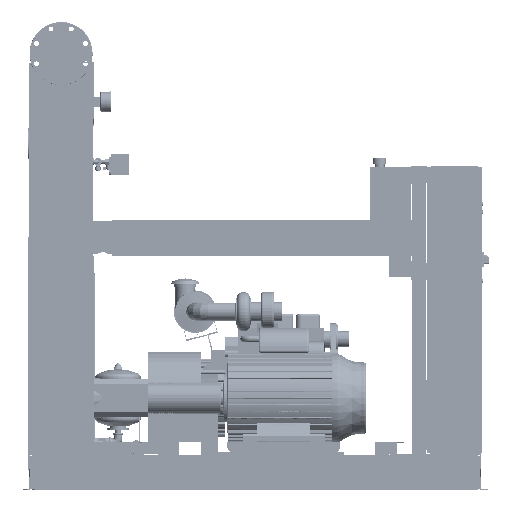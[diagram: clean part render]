
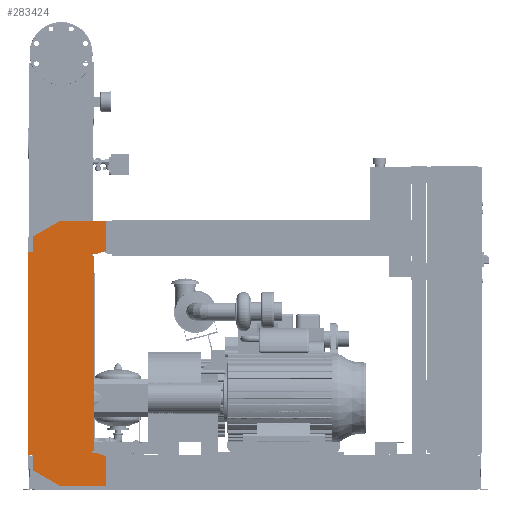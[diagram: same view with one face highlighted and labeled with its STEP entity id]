
A CAD part, front view. The second image highlights one B-rep face of the part: STEP entity #283424.
In plain terms, the highlighted free-form (B-spline) face has degree [1, 1] with [2, 2] control points.
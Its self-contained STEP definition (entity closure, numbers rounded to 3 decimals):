
#282909=CARTESIAN_POINT('',(-129.0,-741.5,1076.0));
#282910=VERTEX_POINT('',#282909);
#282917=CARTESIAN_POINT('',(-129.,-741.5,1142.986));
#282918=VERTEX_POINT('',#282917);
#282919=CARTESIAN_POINT('',(-129.0,-741.5,1076.0));
#282920=DIRECTION('',(0.0,0.0,1.0));
#282921=VECTOR('',#282920,66.986);
#282922=LINE('',#282919,#282921);
#282923=EDGE_CURVE('',#282910,#282918,#282922,.T.);
#282941=CARTESIAN_POINT('',(-6.0,-741.5,1214.0));
#282942=VERTEX_POINT('',#282941);
#282943=CARTESIAN_POINT('',(-129.,-741.5,1142.986));
#282944=DIRECTION('',(0.866,0.0,0.5));
#282945=VECTOR('',#282944,142.028);
#282946=LINE('',#282943,#282945);
#282947=EDGE_CURVE('',#282918,#282942,#282946,.T.);
#282965=CARTESIAN_POINT('',(204.,-741.5,1214.0));
#282966=VERTEX_POINT('',#282965);
#282967=CARTESIAN_POINT('',(-6.0,-741.5,1214.0));
#282968=DIRECTION('',(1.0,0.0,0.0));
#282969=VECTOR('',#282968,210.);
#282970=LINE('',#282967,#282969);
#282971=EDGE_CURVE('',#282942,#282966,#282970,.T.);
#282989=CARTESIAN_POINT('',(204.0,-741.5,1080.379));
#282990=VERTEX_POINT('',#282989);
#282991=CARTESIAN_POINT('',(204.,-741.5,1214.0));
#282992=DIRECTION('',(0.0,0.0,-1.0));
#282993=VECTOR('',#282992,133.621);
#282994=LINE('',#282991,#282993);
#282995=EDGE_CURVE('',#282966,#282990,#282994,.T.);
#283013=CARTESIAN_POINT('',(159.0,-741.5,1064.0));
#283014=VERTEX_POINT('',#283013);
#283015=CARTESIAN_POINT('',(204.0,-741.5,1080.379));
#283016=DIRECTION('',(-0.94,0.0,-0.342));
#283017=VECTOR('',#283016,47.888);
#283018=LINE('',#283015,#283017);
#283019=EDGE_CURVE('',#282990,#283014,#283018,.T.);
#283037=CARTESIAN_POINT('',(139.0,-741.5,1064.0));
#283038=VERTEX_POINT('',#283037);
#283039=CARTESIAN_POINT('',(159.0,-741.5,1064.0));
#283040=DIRECTION('',(-1.0,0.0,0.0));
#283041=VECTOR('',#283040,20.0);
#283042=LINE('',#283039,#283041);
#283043=EDGE_CURVE('',#283014,#283038,#283042,.T.);
#283061=CARTESIAN_POINT('',(139.0,-741.5,1056.0));
#283062=VERTEX_POINT('',#283061);
#283063=CARTESIAN_POINT('',(139.0,-741.5,1064.0));
#283064=DIRECTION('',(0.0,0.0,-1.0));
#283065=VECTOR('',#283064,8.0);
#283066=LINE('',#283063,#283065);
#283067=EDGE_CURVE('',#283038,#283062,#283066,.T.);
#283085=CARTESIAN_POINT('',(147.,-741.5,1056.0));
#283086=VERTEX_POINT('',#283085);
#283087=CARTESIAN_POINT('',(139.0,-741.5,1056.0));
#283088=DIRECTION('',(1.0,0.0,0.0));
#283089=VECTOR('',#283088,8.);
#283090=LINE('',#283087,#283089);
#283091=EDGE_CURVE('',#283062,#283086,#283090,.T.);
#283109=CARTESIAN_POINT('',(147.,-741.5,176.));
#283110=VERTEX_POINT('',#283109);
#283121=CARTESIAN_POINT('',(147.,-741.5,1056.0));
#283122=DIRECTION('',(0.0,0.0,-1.0));
#283123=VECTOR('',#283122,880.);
#283124=LINE('',#283121,#283123);
#283125=EDGE_CURVE('',#283086,#283110,#283124,.T.);
#283139=CARTESIAN_POINT('',(139.,-741.5,176.));
#283140=VERTEX_POINT('',#283139);
#283141=CARTESIAN_POINT('',(147.,-741.5,176.));
#283142=DIRECTION('',(-1.0,0.0,0.0));
#283143=VECTOR('',#283142,8.0);
#283144=LINE('',#283141,#283143);
#283145=EDGE_CURVE('',#283110,#283140,#283144,.T.);
#283163=CARTESIAN_POINT('',(139.,-741.5,168.));
#283164=VERTEX_POINT('',#283163);
#283165=CARTESIAN_POINT('',(139.,-741.5,176.));
#283166=DIRECTION('',(0.0,0.0,-1.0));
#283167=VECTOR('',#283166,8.0);
#283168=LINE('',#283165,#283167);
#283169=EDGE_CURVE('',#283140,#283164,#283168,.T.);
#283187=CARTESIAN_POINT('',(159.,-741.5,168.));
#283188=VERTEX_POINT('',#283187);
#283189=CARTESIAN_POINT('',(139.,-741.5,168.));
#283190=DIRECTION('',(1.0,0.0,0.0));
#283191=VECTOR('',#283190,20.0);
#283192=LINE('',#283189,#283191);
#283193=EDGE_CURVE('',#283164,#283188,#283192,.T.);
#283211=CARTESIAN_POINT('',(204.,-741.5,151.621));
#283212=VERTEX_POINT('',#283211);
#283213=CARTESIAN_POINT('',(159.,-741.5,168.));
#283214=DIRECTION('',(0.94,0.0,-0.342));
#283215=VECTOR('',#283214,47.888);
#283216=LINE('',#283213,#283215);
#283217=EDGE_CURVE('',#283188,#283212,#283216,.T.);
#283235=CARTESIAN_POINT('',(204.,-741.5,18.0));
#283236=VERTEX_POINT('',#283235);
#283237=CARTESIAN_POINT('',(204.,-741.5,151.621));
#283238=DIRECTION('',(0.0,0.0,-1.0));
#283239=VECTOR('',#283238,133.621);
#283240=LINE('',#283237,#283239);
#283241=EDGE_CURVE('',#283212,#283236,#283240,.T.);
#283259=CARTESIAN_POINT('',(-4.,-741.5,18.0));
#283260=VERTEX_POINT('',#283259);
#283261=CARTESIAN_POINT('',(204.,-741.5,18.0));
#283262=DIRECTION('',(-1.0,0.0,0.0));
#283263=VECTOR('',#283262,208.);
#283264=LINE('',#283261,#283263);
#283265=EDGE_CURVE('',#283236,#283260,#283264,.T.);
#283283=CARTESIAN_POINT('',(-129.,-741.5,90.169));
#283284=VERTEX_POINT('',#283283);
#283285=CARTESIAN_POINT('',(-4.,-741.5,18.0));
#283286=DIRECTION('',(-0.866,0.0,0.5));
#283287=VECTOR('',#283286,144.338);
#283288=LINE('',#283285,#283287);
#283289=EDGE_CURVE('',#283260,#283284,#283288,.T.);
#283307=CARTESIAN_POINT('',(-129.,-741.5,156.0));
#283308=VERTEX_POINT('',#283307);
#283309=CARTESIAN_POINT('',(-129.,-741.5,90.169));
#283310=DIRECTION('',(0.0,0.0,1.0));
#283311=VECTOR('',#283310,65.831);
#283312=LINE('',#283309,#283311);
#283313=EDGE_CURVE('',#283284,#283308,#283312,.T.);
#283331=CARTESIAN_POINT('',(-149.,-741.5,156.0));
#283332=VERTEX_POINT('',#283331);
#283333=CARTESIAN_POINT('',(-129.,-741.5,156.0));
#283334=DIRECTION('',(-1.0,0.0,0.0));
#283335=VECTOR('',#283334,20.0);
#283336=LINE('',#283333,#283335);
#283337=EDGE_CURVE('',#283308,#283332,#283336,.T.);
#283355=CARTESIAN_POINT('',(-149.0,-741.5,1076.0));
#283356=VERTEX_POINT('',#283355);
#283369=CARTESIAN_POINT('',(-149.,-741.5,156.0));
#283370=DIRECTION('',(0.0,0.0,1.0));
#283371=VECTOR('',#283370,920.0);
#283372=LINE('',#283369,#283371);
#283373=EDGE_CURVE('',#283332,#283356,#283372,.T.);
#283387=CARTESIAN_POINT('',(-149.0,-741.5,1076.0));
#283388=DIRECTION('',(1.0,0.0,0.0));
#283389=VECTOR('',#283388,20.0);
#283390=LINE('',#283387,#283389);
#283391=EDGE_CURVE('',#283356,#282910,#283390,.T.);
#283397=CARTESIAN_POINT('',(-149.,-741.5,18.0));
#283398=CARTESIAN_POINT('',(204.,-741.5,18.0));
#283399=CARTESIAN_POINT('',(-149.,-741.5,1214.0));
#283400=CARTESIAN_POINT('',(204.,-741.5,1214.0));
#283401=B_SPLINE_SURFACE_WITH_KNOTS('',1,1,((#283397,#283399),(#283398,#283400)),.UNSPECIFIED.,.F.,.F.,.U.,(2,2),(2,2),(0.0,353.),(0.0,1196.0),.UNSPECIFIED.);
#283402=ORIENTED_EDGE('',*,*,#283391,.F.);
#283403=ORIENTED_EDGE('',*,*,#283373,.F.);
#283404=ORIENTED_EDGE('',*,*,#283337,.F.);
#283405=ORIENTED_EDGE('',*,*,#283313,.F.);
#283406=ORIENTED_EDGE('',*,*,#283289,.F.);
#283407=ORIENTED_EDGE('',*,*,#283265,.F.);
#283408=ORIENTED_EDGE('',*,*,#283241,.F.);
#283409=ORIENTED_EDGE('',*,*,#283217,.F.);
#283410=ORIENTED_EDGE('',*,*,#283193,.F.);
#283411=ORIENTED_EDGE('',*,*,#283169,.F.);
#283412=ORIENTED_EDGE('',*,*,#283145,.F.);
#283413=ORIENTED_EDGE('',*,*,#283125,.F.);
#283414=ORIENTED_EDGE('',*,*,#283091,.F.);
#283415=ORIENTED_EDGE('',*,*,#283067,.F.);
#283416=ORIENTED_EDGE('',*,*,#283043,.F.);
#283417=ORIENTED_EDGE('',*,*,#283019,.F.);
#283418=ORIENTED_EDGE('',*,*,#282995,.F.);
#283419=ORIENTED_EDGE('',*,*,#282971,.F.);
#283420=ORIENTED_EDGE('',*,*,#282947,.F.);
#283421=ORIENTED_EDGE('',*,*,#282923,.F.);
#283422=EDGE_LOOP('',(#283402,#283403,#283404,#283405,#283406,#283407,#283408,#283409,#283410,#283411,#283412,#283413,#283414,#283415,#283416,#283417,#283418,#283419,#283420,#283421));
#283423=FACE_OUTER_BOUND('',#283422,.T.);
#283424=ADVANCED_FACE('',(#283423),#283401,.T.);
